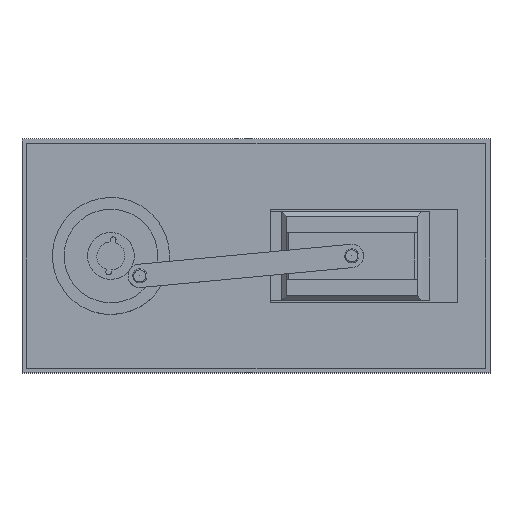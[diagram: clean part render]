
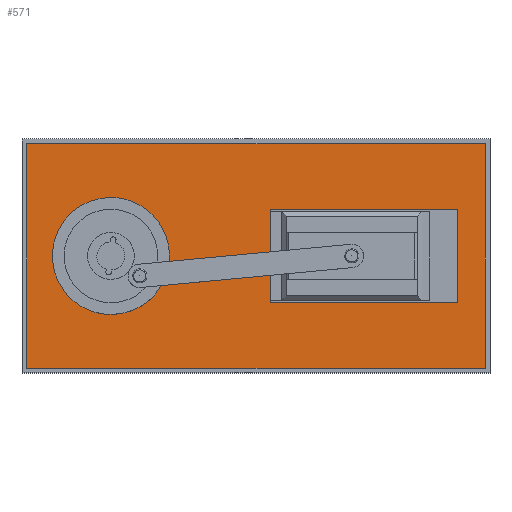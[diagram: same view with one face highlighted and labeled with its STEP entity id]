
A CAD part, top view. The second image highlights one B-rep face of the part: STEP entity #571.
In plain terms, the highlighted free-form (B-spline) face has degree [1, 1] with [2, 2] control points.
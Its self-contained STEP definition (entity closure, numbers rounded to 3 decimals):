
#108 = VERTEX_POINT('',#109);
#109 = CARTESIAN_POINT('',(-914.891,-359.364,
    7.278));
#135 = EDGE_CURVE('',#108,#136,#138,.T.);
#136 = VERTEX_POINT('',#137);
#137 = CARTESIAN_POINT('',(-856.681,-359.364,
    7.278));
#138 = ( BOUNDED_CURVE() B_SPLINE_CURVE(2,(#139,#140,#141,#142,#143),
.UNSPECIFIED.,.F.,.F.) B_SPLINE_CURVE_WITH_KNOTS((3,2,3),(3.142,
4.712,6.283),.PIECEWISE_BEZIER_KNOTS.) CURVE() 
GEOMETRIC_REPRESENTATION_ITEM() RATIONAL_B_SPLINE_CURVE((1.,
0.707,1.,0.707,1.)) REPRESENTATION_ITEM('') );
#139 = CARTESIAN_POINT('',(-914.891,-359.364,
    7.278));
#140 = CARTESIAN_POINT('',(-914.891,-330.259,7.278
    ));
#141 = CARTESIAN_POINT('',(-885.786,-330.259,7.278
    ));
#142 = CARTESIAN_POINT('',(-856.681,-330.259,7.278
    ));
#143 = CARTESIAN_POINT('',(-856.681,-359.364,
    7.278));
#145 = EDGE_CURVE('',#136,#108,#146,.T.);
#146 = ( BOUNDED_CURVE() B_SPLINE_CURVE(2,(#147,#148,#149,#150,#151),
.UNSPECIFIED.,.F.,.F.) B_SPLINE_CURVE_WITH_KNOTS((3,2,3),(0.,
1.571,3.142),.PIECEWISE_BEZIER_KNOTS.) CURVE() 
GEOMETRIC_REPRESENTATION_ITEM() RATIONAL_B_SPLINE_CURVE((1.,
0.707,1.,0.707,1.)) REPRESENTATION_ITEM('') );
#147 = CARTESIAN_POINT('',(-856.681,-359.364,
    7.278));
#148 = CARTESIAN_POINT('',(-856.681,-388.469,
    7.278));
#149 = CARTESIAN_POINT('',(-885.786,-388.469,
    7.278));
#150 = CARTESIAN_POINT('',(-914.891,-388.469,
    7.278));
#151 = CARTESIAN_POINT('',(-914.891,-359.364,
    7.278));
#175 = EDGE_CURVE('',#176,#178,#180,.T.);
#176 = VERTEX_POINT('',#177);
#177 = CARTESIAN_POINT('',(-24.281,-475.784,
    7.278));
#178 = VERTEX_POINT('',#179);
#179 = CARTESIAN_POINT('',(-489.96,-475.784,
    7.278));
#180 = B_SPLINE_CURVE_WITH_KNOTS('',1,(#181,#182),.UNSPECIFIED.,.F.,.F.,
  (2,2),(-415.,-15.),.PIECEWISE_BEZIER_KNOTS.);
#181 = CARTESIAN_POINT('',(-24.281,-475.784,
    7.278));
#182 = CARTESIAN_POINT('',(-489.96,-475.784,
    7.278));
#233 = EDGE_CURVE('',#234,#236,#238,.T.);
#234 = VERTEX_POINT('',#235);
#235 = CARTESIAN_POINT('',(-489.96,-242.945,
    7.278));
#236 = VERTEX_POINT('',#237);
#237 = CARTESIAN_POINT('',(-24.281,-242.945,
    7.278));
#238 = B_SPLINE_CURVE_WITH_KNOTS('',1,(#239,#240),.UNSPECIFIED.,.F.,.F.,
  (2,2),(-185.,215.),.PIECEWISE_BEZIER_KNOTS.);
#239 = CARTESIAN_POINT('',(-489.96,-242.945,
    7.278));
#240 = CARTESIAN_POINT('',(-24.281,-242.945,
    7.278));
#269 = EDGE_CURVE('',#236,#176,#270,.T.);
#270 = B_SPLINE_CURVE_WITH_KNOTS('',1,(#271,#272),.UNSPECIFIED.,.F.,.F.,
  (2,2),(-150.,50.),.PIECEWISE_BEZIER_KNOTS.);
#271 = CARTESIAN_POINT('',(-24.281,-242.945,
    7.278));
#272 = CARTESIAN_POINT('',(-24.281,-475.784,
    7.278));
#313 = EDGE_CURVE('',#178,#234,#314,.T.);
#314 = B_SPLINE_CURVE_WITH_KNOTS('',1,(#315,#316),.UNSPECIFIED.,.F.,.F.,
  (2,2),(-147.5,52.5),.PIECEWISE_BEZIER_KNOTS.);
#315 = CARTESIAN_POINT('',(-489.96,-475.784,
    7.278));
#316 = CARTESIAN_POINT('',(-489.96,-242.945,
    7.278));
#333 = EDGE_CURVE('',#334,#336,#338,.T.);
#334 = VERTEX_POINT('',#335);
#335 = CARTESIAN_POINT('',(-1095.341,-638.771,
    7.278));
#336 = VERTEX_POINT('',#337);
#337 = CARTESIAN_POINT('',(45.57,-638.771,7.278
    ));
#338 = B_SPLINE_CURVE_WITH_KNOTS('',1,(#339,#340),.UNSPECIFIED.,.F.,.F.,
  (2,2),(-735.,245.),.PIECEWISE_BEZIER_KNOTS.);
#339 = CARTESIAN_POINT('',(-1095.341,-638.771,
    7.278));
#340 = CARTESIAN_POINT('',(45.57,-638.771,7.278
    ));
#369 = EDGE_CURVE('',#336,#370,#372,.T.);
#370 = VERTEX_POINT('',#371);
#371 = CARTESIAN_POINT('',(45.57,-79.957,
    7.278));
#372 = B_SPLINE_CURVE_WITH_KNOTS('',1,(#373,#374),.UNSPECIFIED.,.F.,.F.,
  (2,2),(-360.,120.),.PIECEWISE_BEZIER_KNOTS.);
#373 = CARTESIAN_POINT('',(45.57,-638.771,7.278
    ));
#374 = CARTESIAN_POINT('',(45.57,-79.957,
    7.278));
#397 = EDGE_CURVE('',#370,#398,#400,.T.);
#398 = VERTEX_POINT('',#399);
#399 = CARTESIAN_POINT('',(-1095.341,-79.957,
    7.278));
#400 = B_SPLINE_CURVE_WITH_KNOTS('',1,(#401,#402),.UNSPECIFIED.,.F.,.F.,
  (2,2),(-735.,245.),.PIECEWISE_BEZIER_KNOTS.);
#401 = CARTESIAN_POINT('',(45.57,-79.957,
    7.278));
#402 = CARTESIAN_POINT('',(-1095.341,-79.957,
    7.278));
#425 = EDGE_CURVE('',#398,#334,#426,.T.);
#426 = B_SPLINE_CURVE_WITH_KNOTS('',1,(#427,#428),.UNSPECIFIED.,.F.,.F.,
  (2,2),(-360.,120.),.PIECEWISE_BEZIER_KNOTS.);
#427 = CARTESIAN_POINT('',(-1095.341,-79.957,
    7.278));
#428 = CARTESIAN_POINT('',(-1095.341,-638.771,
    7.278));
#571 = ADVANCED_FACE('',(#572,#578,#582),#588,.T.);
#572 = FACE_BOUND('',#573,.T.);
#573 = EDGE_LOOP('',(#574,#575,#576,#577));
#574 = ORIENTED_EDGE('',*,*,#333,.T.);
#575 = ORIENTED_EDGE('',*,*,#369,.T.);
#576 = ORIENTED_EDGE('',*,*,#397,.T.);
#577 = ORIENTED_EDGE('',*,*,#425,.T.);
#578 = FACE_BOUND('',#579,.T.);
#579 = EDGE_LOOP('',(#580,#581));
#580 = ORIENTED_EDGE('',*,*,#145,.T.);
#581 = ORIENTED_EDGE('',*,*,#135,.T.);
#582 = FACE_BOUND('',#583,.T.);
#583 = EDGE_LOOP('',(#584,#585,#586,#587));
#584 = ORIENTED_EDGE('',*,*,#313,.T.);
#585 = ORIENTED_EDGE('',*,*,#233,.T.);
#586 = ORIENTED_EDGE('',*,*,#269,.T.);
#587 = ORIENTED_EDGE('',*,*,#175,.T.);
#588 = B_SPLINE_SURFACE_WITH_KNOTS('',1,1,(
    (#589,#590)
    ,(#591,#592
    )),.UNSPECIFIED.,.F.,.F.,.F.,(2,2),(2,2),(-490.,490.),(-240.,240.),
  .PIECEWISE_BEZIER_KNOTS.);
#589 = CARTESIAN_POINT('',(-1095.341,-638.771,
    7.278));
#590 = CARTESIAN_POINT('',(-1095.341,-79.957,
    7.278));
#591 = CARTESIAN_POINT('',(45.57,-638.771,7.278
    ));
#592 = CARTESIAN_POINT('',(45.57,-79.957,
    7.278));
